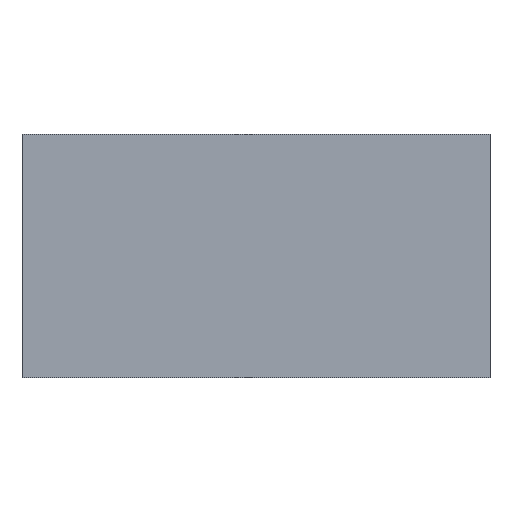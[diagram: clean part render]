
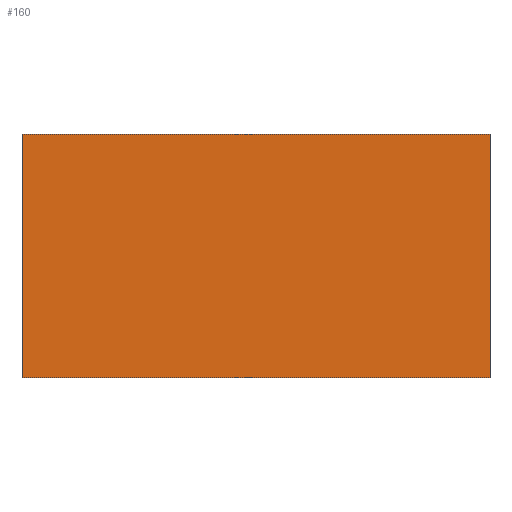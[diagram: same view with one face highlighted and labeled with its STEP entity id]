
A CAD part, top view. The second image highlights one B-rep face of the part: STEP entity #160.
In plain terms, the highlighted planar face has unit normal (0, 0, 1).
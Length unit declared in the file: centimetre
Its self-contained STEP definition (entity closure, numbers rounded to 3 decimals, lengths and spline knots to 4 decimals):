
#41=ORIENTED_EDGE('',*,*,#59,.F.);
#42=ORIENTED_EDGE('',*,*,#65,.T.);
#43=ORIENTED_EDGE('',*,*,#68,.T.);
#44=ORIENTED_EDGE('',*,*,#72,.F.);
#59=EDGE_CURVE('',#77,#78,#91,.T.);
#65=EDGE_CURVE('',#77,#82,#95,.T.);
#68=EDGE_CURVE('',#82,#84,#98,.T.);
#72=EDGE_CURVE('',#78,#84,#100,.T.);
#77=VERTEX_POINT('',#247);
#78=VERTEX_POINT('',#249);
#82=VERTEX_POINT('',#259);
#84=VERTEX_POINT('',#265);
#91=LINE('',#248,#103);
#95=LINE('',#260,#107);
#98=LINE('',#266,#110);
#100=LINE('',#273,#112);
#103=VECTOR('',#201,100.);
#107=VECTOR('',#211,100.);
#110=VECTOR('',#216,100.);
#112=VECTOR('',#224,100.);
#121=EDGE_LOOP('',(#41,#42,#43,#44));
#139=FACE_BOUND('',#121,.T.);
#153=PLANE('',#187);
#160=ADVANCED_FACE('',(#139),#153,.T.);
#187=AXIS2_PLACEMENT_3D('',#274,#225,#226);
#201=DIRECTION('',(0.,-1.,0.));
#211=DIRECTION('',(-1.,0.,0.));
#216=DIRECTION('',(0.,-1.,0.));
#224=DIRECTION('',(-1.,0.,0.));
#225=DIRECTION('',(0.,0.,1.));
#226=DIRECTION('',(1.,0.,0.));
#247=CARTESIAN_POINT('',(3.75,1.95,2.));
#248=CARTESIAN_POINT('',(3.75,0.,2.));
#249=CARTESIAN_POINT('',(3.75,-1.95,2.));
#259=CARTESIAN_POINT('',(-3.75,1.95,2.));
#260=CARTESIAN_POINT('',(0.,1.95,2.));
#265=CARTESIAN_POINT('',(-3.75,-1.95,2.));
#266=CARTESIAN_POINT('',(-3.75,0.,2.));
#273=CARTESIAN_POINT('',(0.,-1.95,2.));
#274=CARTESIAN_POINT('',(0.,0.,2.));
